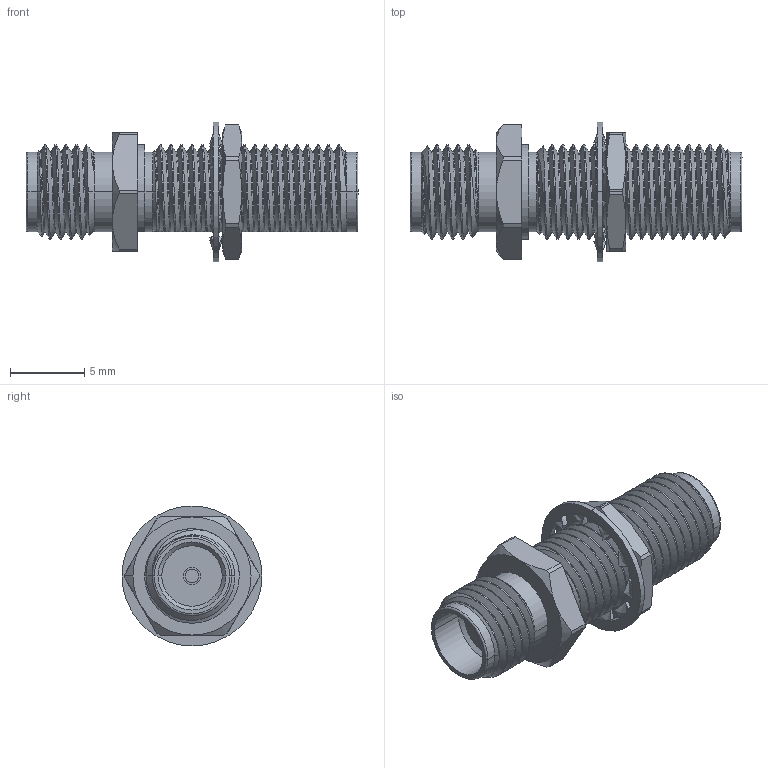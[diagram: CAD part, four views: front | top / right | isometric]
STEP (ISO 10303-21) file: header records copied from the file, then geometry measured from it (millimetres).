
FILE_DESCRIPTION (( 'STEP AP203' ), '1' );
FILE_NAME ('SM4934.step', '2019-03-12T17:58:51', ( '' ), ( '' ), 'SwSTEP 2.0', 'SolidWorks 2017', '' );
FILE_SCHEMA (( 'CONFIG_CONTROL_DESIGN' ));
Length unit declared in the file: inch
Products named in the file (1): SM4934
Bounding box: 22.3 x 9.4 x 9.4 mm (x, y, z)
Volume: 595.1 mm3; surface area: 1015.8 mm2
Topology: 3 solids, 3 shells, 309 faces, 881 edges, 588 vertices
Faces by surface type: cylinder 118, bspline 103, plane 43, cone 41, torus 4
Entity records: 39931 total; most frequent: CARTESIAN_POINT 33066, ORIENTED_EDGE 1762, DIRECTION 1029, EDGE_CURVE 881, VERTEX_POINT 588, AXIS2_PLACEMENT_3D 387, EDGE_LOOP 323, FACE_OUTER_BOUND 309
